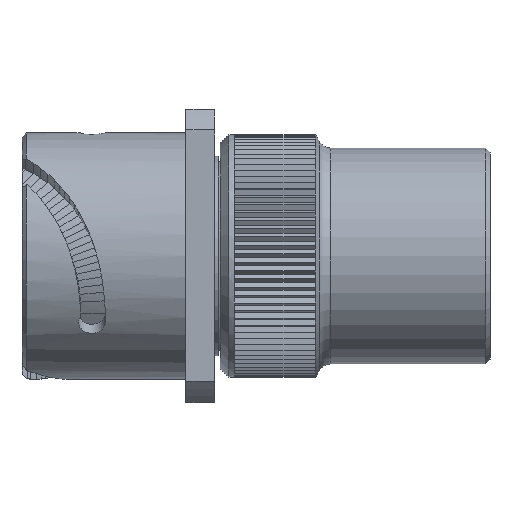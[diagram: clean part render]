
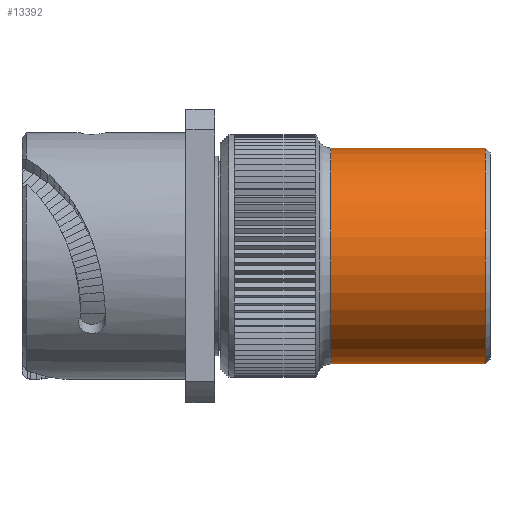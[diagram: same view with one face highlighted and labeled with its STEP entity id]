
A CAD part, top view. The second image highlights one B-rep face of the part: STEP entity #13392.
In plain terms, the highlighted cylindrical face has radius 12 mm (diameter 24 mm), a partial arc.
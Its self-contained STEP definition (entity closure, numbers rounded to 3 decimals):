
#45=CARTESIAN_POINT('',(29.5,0.,0.));
#46=DIRECTION('',(1.,0.,0.));
#47=DIRECTION('',(0.,1.,0.));
#48=AXIS2_PLACEMENT_3D('',#45,#46,#47);
#50=DIRECTION('',(-1.,0.,0.));
#51=VECTOR('',#50,17.168);
#52=CARTESIAN_POINT('',(29.5,12.,0.));
#53=LINE('999',#52,#51);
#54=DIRECTION('',(-1.,0.,0.));
#55=VECTOR('',#54,17.168);
#56=CARTESIAN_POINT('',(29.5,-12.,0.));
#57=LINE('1001',#56,#55);
#78=CARTESIAN_POINT('',(12.332,0.,0.));
#79=DIRECTION('',(1.,0.,0.));
#80=DIRECTION('',(0.,1.,0.));
#81=AXIS2_PLACEMENT_3D('',#78,#79,#80);
#10972=CARTESIAN_POINT('',(29.5,12.,0.));
#10973=CARTESIAN_POINT('',(12.332,12.,0.));
#10974=VERTEX_POINT('',#10972);
#10975=VERTEX_POINT('',#10973);
#10980=CARTESIAN_POINT('',(29.5,-12.,0.));
#10981=CARTESIAN_POINT('',(12.332,-12.,0.));
#10982=VERTEX_POINT('',#10980);
#10983=VERTEX_POINT('',#10981);
#13378=CARTESIAN_POINT('',(-1.5,0.,0.));
#13379=DIRECTION('',(1.,0.,0.));
#13380=DIRECTION('',(0.,-1.,0.));
#13381=AXIS2_PLACEMENT_3D('',#13378,#13379,#13380);
#13382=CYLINDRICAL_SURFACE('246',#13381,12.);
#13384=ORIENTED_EDGE('999',*,*,#13383,.F.);
#13385=ORIENTED_EDGE('1051',*,*,#13366,.T.);
#13387=ORIENTED_EDGE('1001',*,*,#13386,.T.);
#13389=ORIENTED_EDGE('1044',*,*,#13388,.F.);
#13390=EDGE_LOOP('246',(#13384,#13385,#13387,#13389));
#13391=FACE_OUTER_BOUND('246',#13390,.F.);
#49=CIRCLE('1051',#48,12.);
#82=CIRCLE('1044',#81,12.);
#13366=EDGE_CURVE('1051',#10974,#10982,#49,.T.);
#13383=EDGE_CURVE('999',#10974,#10975,#53,.T.);
#13386=EDGE_CURVE('1001',#10982,#10983,#57,.T.);
#13388=EDGE_CURVE('1044',#10975,#10983,#82,.T.);
#13392=ADVANCED_FACE('246',(#13391),#13382,.T.);
